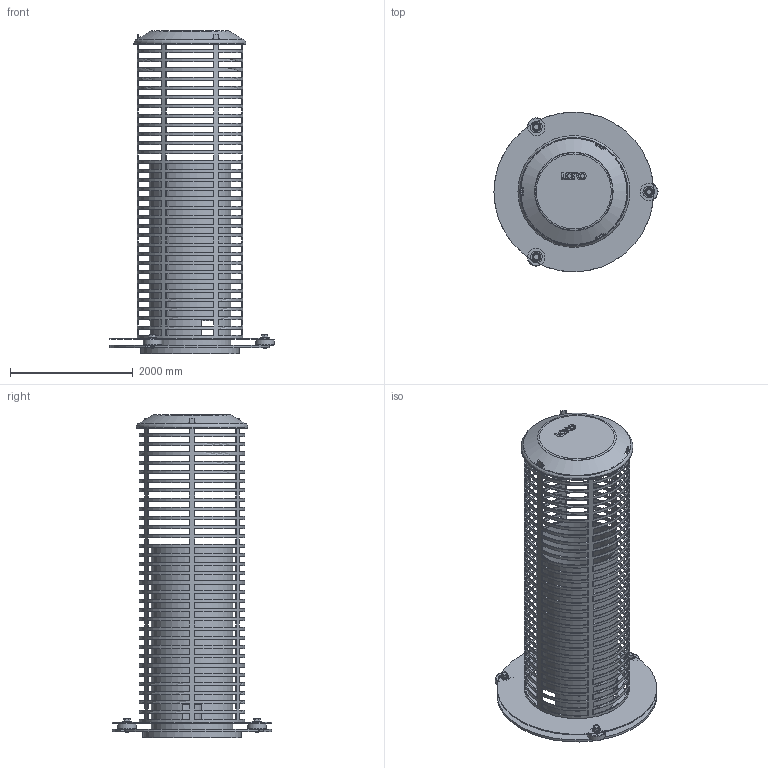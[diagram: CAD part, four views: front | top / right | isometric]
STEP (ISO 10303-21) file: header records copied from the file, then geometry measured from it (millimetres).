
FILE_DESCRIPTION(/* description */ (''),/* implementation_level */ '2;1');
FILE_NAME(/* name */ '14531.000X_3D.stp',/* time_stamp */ '2024-12-11T14:53:06+01:00',/* author */ ('CAD'),/* organization */ (''),/* preprocessor_version */ 'ST-DEVELOPER v20',/* originating_system */ 'AutoCAD Mechanical',/* authorisation */ '');
FILE_SCHEMA (('AUTOMOTIVE_DESIGN { 1 0 10303 214 3 1 1 }'));
Length unit declared in the file: centimetre
Products named in the file (4): Product; *S0; *U2; *U1
Assembly tree (5 placements, depth 3):
  Product
    *S0
    *U2
      *U1  x3
Bounding box: 2669.86 x 2600 x 5272.44 mm (x, y, z)
Volume: 655602724.7 mm3; surface area: 74210833.6 mm2
Topology: 12 solids, 12 shells, 1007 faces, 3090 edges, 2048 vertices
Faces by surface type: plane 869, cone 71, cylinder 48, torus 15, sphere 3, bspline 1
Full cylindrical faces by diameter (mm): 80 x3, 170 x3, 300 x3, 1300 x3, 1330 x1, 1600 x1, 1690 x2, 1720 x1, 1790 x1, 1820 x1, 2600 x1
Entity records: 34098 total; most frequent: CARTESIAN_POINT 6089, DIRECTION 5883, ORIENTED_EDGE 5866, EDGE_CURVE 2933, AXIS2_PLACEMENT_3D 2033, VERTEX_POINT 1950, LINE 1817, VECTOR 1817
